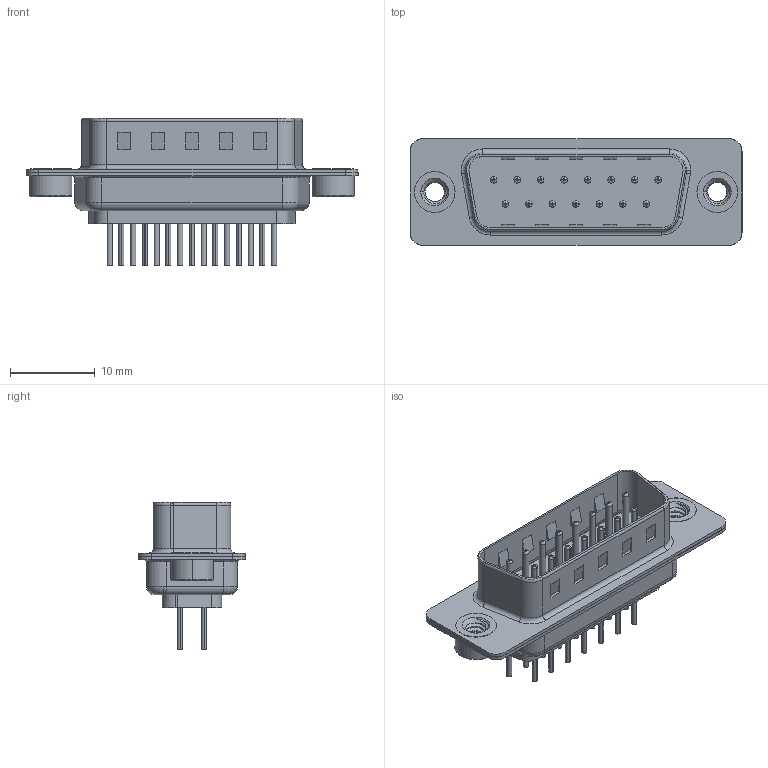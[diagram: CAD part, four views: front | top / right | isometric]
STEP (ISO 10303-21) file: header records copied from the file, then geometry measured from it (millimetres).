
FILE_DESCRIPTION (( 'STEP AP203' ), '1' );
FILE_NAME ('MHDD-15MNS-C1.STEP', '2025-11-12T20:06:12', ( '' ), ( '' ), 'SwSTEP 2.0', 'SolidWorks 2023', '' );
FILE_SCHEMA (( 'CONFIG_CONTROL_DESIGN' ));
Length unit declared in the file: millimetre
Products named in the file (7): MHDD Housing_15 LP; MHDD Shell Front_15 Contacts; MHDD Contact Row 2_20L; MHDD-15MNS-C1; MHDD Shell Rear_15 Contacts; MHDD Contact Row 1_20L; MHDD 4-40 Threaded Standoff BS
Assembly tree (20 placements, depth 2):
  MHDD-15MNS-C1
    MHDD Housing_15 LP
    MHDD Shell Front_15 Contacts
    MHDD Shell Rear_15 Contacts
    MHDD Contact Row 1_20L  x8
    MHDD Contact Row 2_20L  x7
    MHDD 4-40 Threaded Standoff BS  x2
Bounding box: 39.15 x 12.6 x 17.42 mm (x, y, z)
Volume: 1800.6 mm3; surface area: 5336.7 mm2
Topology: 20 solids, 20 shells, 1812 faces, 4714 edges, 2923 vertices
Faces by surface type: cylinder 686, plane 499, torus 455, cone 166, bspline 6
Entity records: 21340 total; most frequent: CARTESIAN_POINT 5167, DIRECTION 3371, ORIENTED_EDGE 3034, EDGE_CURVE 1517, AXIS2_PLACEMENT_3D 1335, VERTEX_POINT 960, EDGE_LOOP 711, CIRCLE 707
